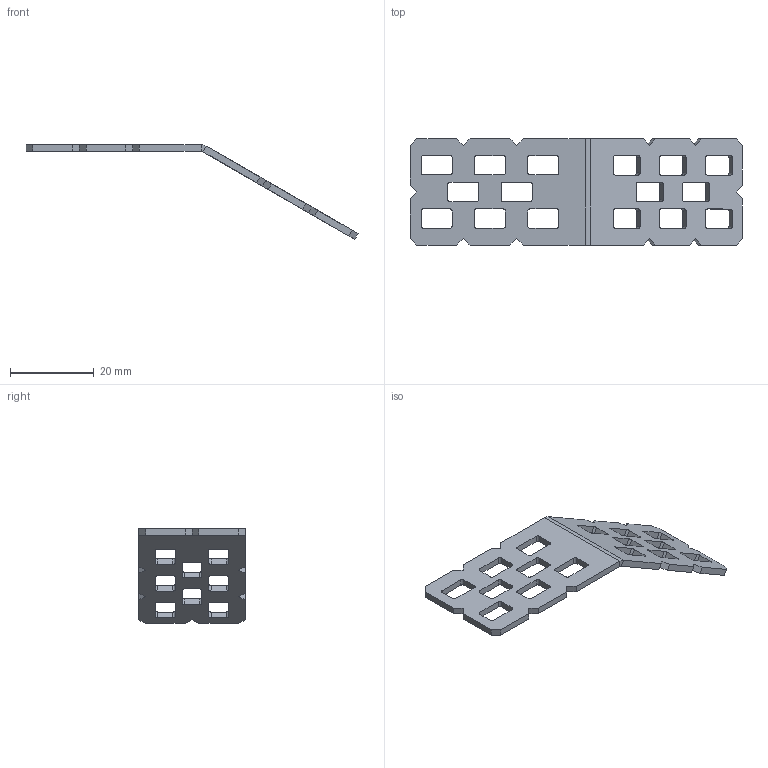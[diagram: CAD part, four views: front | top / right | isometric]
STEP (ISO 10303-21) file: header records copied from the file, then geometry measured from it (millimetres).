
FILE_DESCRIPTION (( 'STEP AP214' ), '1' );
FILE_NAME ('276-7758-002 Rev1.STEP', '2020-10-12T19:00:32', ( '' ), ( '' ), 'SwSTEP 2.0', 'SolidWorks 2019', '' );
FILE_SCHEMA (( 'AUTOMOTIVE_DESIGN' ));
Length unit declared in the file: inch
Products named in the file (1): 276-7758-002 Rev1
Bounding box: 79.13 x 25.4 x 22.57 mm (x, y, z)
Volume: 2471.6 mm3; surface area: 4082.5 mm2
Topology: 1 solids, 1 shells, 176 faces, 514 edges, 340 vertices
Faces by surface type: plane 110, cylinder 66
Entity records: 5930 total; most frequent: CARTESIAN_POINT 1031, ORIENTED_EDGE 1028, DIRECTION 1000, EDGE_CURVE 514, LINE 382, VECTOR 382, VERTEX_POINT 340, AXIS2_PLACEMENT_3D 309
